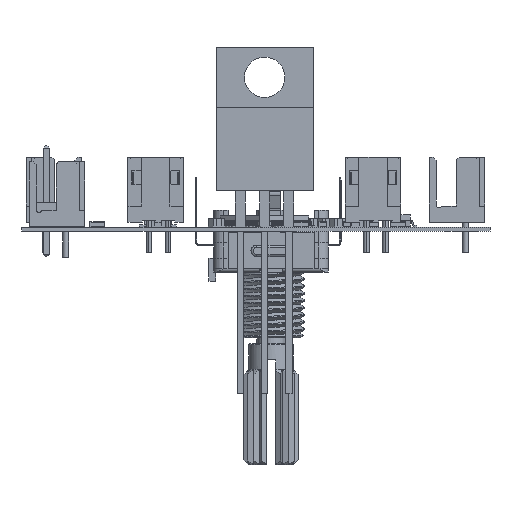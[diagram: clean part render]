
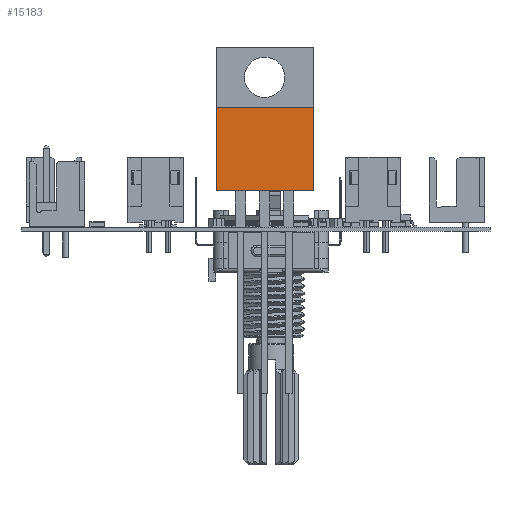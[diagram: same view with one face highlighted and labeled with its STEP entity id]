
A CAD part, front view. The second image highlights one B-rep face of the part: STEP entity #15183.
In plain terms, the highlighted face is planar.
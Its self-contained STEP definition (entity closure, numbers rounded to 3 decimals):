
#15047 = VERTEX_POINT('',#15048);
#15048 = CARTESIAN_POINT('',(0.,4.83,0.));
#15054 = EDGE_CURVE('',#15047,#15055,#15057,.T.);
#15055 = VERTEX_POINT('',#15056);
#15056 = CARTESIAN_POINT('',(0.,4.83,8.7));
#15057 = LINE('',#15058,#15059);
#15058 = CARTESIAN_POINT('',(0.,4.83,0.));
#15059 = VECTOR('',#15060,1.);
#15060 = DIRECTION('',(0.,0.,1.));
#15142 = VERTEX_POINT('',#15143);
#15143 = CARTESIAN_POINT('',(10.16,4.83,0.));
#15149 = EDGE_CURVE('',#15047,#15142,#15150,.T.);
#15150 = LINE('',#15151,#15152);
#15151 = CARTESIAN_POINT('',(0.,4.83,0.));
#15152 = VECTOR('',#15153,1.);
#15153 = DIRECTION('',(1.,0.,0.));
#15166 = VERTEX_POINT('',#15167);
#15167 = CARTESIAN_POINT('',(10.16,4.83,8.7));
#15173 = EDGE_CURVE('',#15055,#15166,#15174,.T.);
#15174 = LINE('',#15175,#15176);
#15175 = CARTESIAN_POINT('',(0.,4.83,8.7));
#15176 = VECTOR('',#15177,1.);
#15177 = DIRECTION('',(1.,0.,0.));
#15183 = ADVANCED_FACE('',(#15184),#15195,.T.);
#15184 = FACE_BOUND('',#15185,.T.);
#15185 = EDGE_LOOP('',(#15186,#15187,#15188,#15189));
#15186 = ORIENTED_EDGE('',*,*,#15149,.F.);
#15187 = ORIENTED_EDGE('',*,*,#15054,.T.);
#15188 = ORIENTED_EDGE('',*,*,#15173,.T.);
#15189 = ORIENTED_EDGE('',*,*,#15190,.F.);
#15190 = EDGE_CURVE('',#15142,#15166,#15191,.T.);
#15191 = LINE('',#15192,#15193);
#15192 = CARTESIAN_POINT('',(10.16,4.83,0.));
#15193 = VECTOR('',#15194,1.);
#15194 = DIRECTION('',(0.,0.,1.));
#15195 = PLANE('',#15196);
#15196 = AXIS2_PLACEMENT_3D('',#15197,#15198,#15199);
#15197 = CARTESIAN_POINT('',(0.,4.83,0.));
#15198 = DIRECTION('',(0.,1.,0.));
#15199 = DIRECTION('',(0.,-0.,1.));
